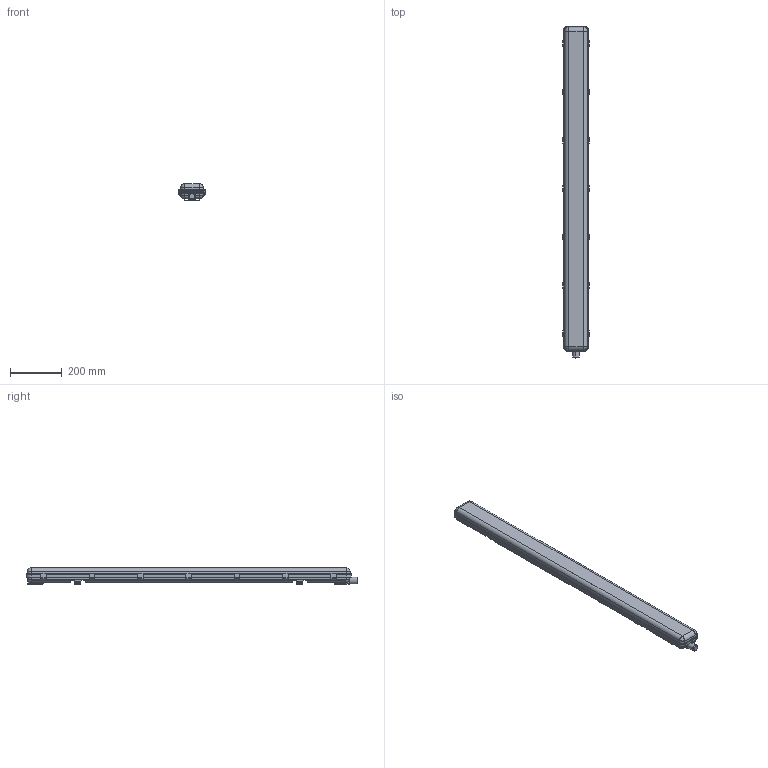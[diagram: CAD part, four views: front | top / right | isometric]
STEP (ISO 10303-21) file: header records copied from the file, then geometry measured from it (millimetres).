
FILE_DESCRIPTION (( 'STEP AP214' ), '1' );
FILE_NAME ('DP_H_2_1200.STEP', '2024-01-11T13:11:59', ( '' ), ( '' ), 'SwSTEP 2.0', 'SolidWorks 2022', '' );
FILE_SCHEMA (( 'AUTOMOTIVE_DESIGN' ));
Length unit declared in the file: millimetre
Products named in the file (1): DP_H_2_1200
Bounding box: 103.16 x 1286.87 x 63.76 mm (x, y, z)
Volume: 668745.9 mm3; surface area: 857869.8 mm2
Topology: 18 solids, 18 shells, 714 faces, 1880 edges, 1205 vertices
Faces by surface type: plane 341, cylinder 256, bspline 100, sphere 16, torus 1
Full cylindrical faces by diameter (mm): 6 x2
Entity records: 34596 total; most frequent: CARTESIAN_POINT 9801, ORIENTED_EDGE 3740, DIRECTION 3151, EDGE_CURVE 1870, VERTEX_POINT 1202, LINE 1075, VECTOR 1075, AXIS2_PLACEMENT_3D 1038
